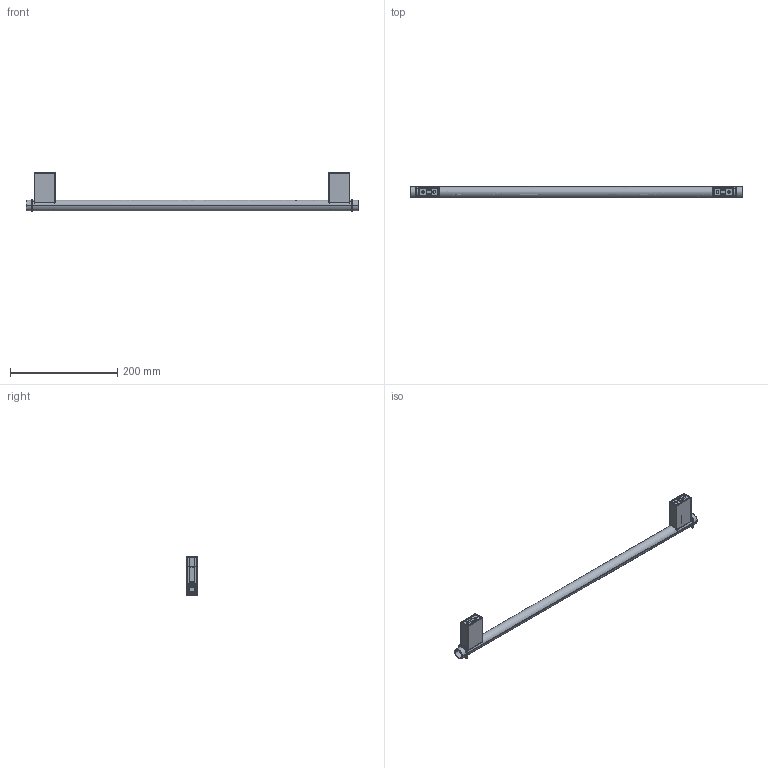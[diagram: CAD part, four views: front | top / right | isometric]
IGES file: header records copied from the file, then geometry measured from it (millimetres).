
Start section:  PTC IGES file: PRO023C.igs
Global section: file name: PRO023C.igs; native system: Pro/ENGINEER by Parametric Technology Corporation; preprocessor: 2009360; author: user152; organization: Unknown; date: 20200311.094954; units: millimetre
Bounding box: 619.84 x 21.44 x 71.83 mm (x, y, z)
Volume: 102538.5 mm3; surface area: 494430.9 mm2
Topology: 19 solids, 31 shells, 1132 faces, 5696 edges, 7270 vertices
Faces by surface type: revolution 700, bspline 432
